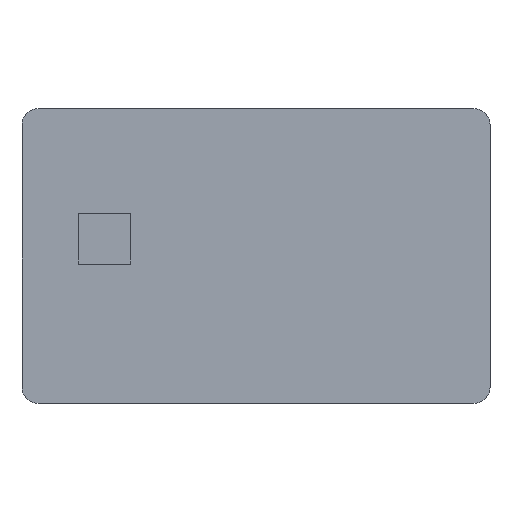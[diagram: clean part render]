
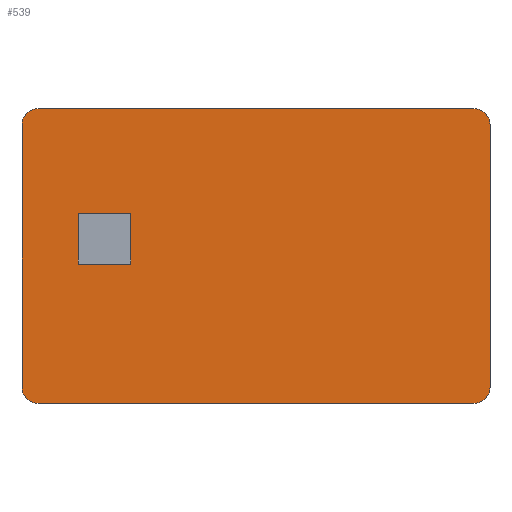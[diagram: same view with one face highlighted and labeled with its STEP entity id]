
A CAD part, top view. The second image highlights one B-rep face of the part: STEP entity #539.
In plain terms, the highlighted planar face has unit normal (0, 0, 1).
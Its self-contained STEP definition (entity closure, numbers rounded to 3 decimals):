
#13=FACE_BOUND('',#79,.T.);
#14=FACE_BOUND('',#80,.T.);
#23=CIRCLE('',#566,3.);
#24=CIRCLE('',#569,3.);
#25=CIRCLE('',#571,3.);
#26=CIRCLE('',#574,3.);
#79=EDGE_LOOP('',(#461,#462,#463,#464));
#80=EDGE_LOOP('',(#465,#466,#467,#468,#469,#470,#471,#472));
#121=LINE('',#807,#185);
#125=LINE('',#815,#189);
#128=LINE('',#821,#192);
#131=LINE('',#826,#195);
#135=LINE('',#837,#199);
#140=LINE('',#851,#204);
#143=LINE('',#858,#207);
#144=LINE('',#860,#208);
#185=VECTOR('',#656,9.23);
#189=VECTOR('',#662,9.62);
#192=VECTOR('',#667,9.23);
#195=VECTOR('',#672,9.62);
#199=VECTOR('',#684,79.6);
#204=VECTOR('',#699,79.6);
#207=VECTOR('',#708,47.98);
#208=VECTOR('',#711,47.98);
#241=VERTEX_POINT('',#805);
#242=VERTEX_POINT('',#806);
#245=VERTEX_POINT('',#814);
#247=VERTEX_POINT('',#820);
#249=VERTEX_POINT('',#830);
#250=VERTEX_POINT('',#831);
#251=VERTEX_POINT('',#836);
#252=VERTEX_POINT('',#840);
#253=VERTEX_POINT('',#844);
#254=VERTEX_POINT('',#846);
#255=VERTEX_POINT('',#850);
#256=VERTEX_POINT('',#854);
#301=EDGE_CURVE('',#241,#242,#121,.T.);
#305=EDGE_CURVE('',#242,#245,#125,.T.);
#308=EDGE_CURVE('',#245,#247,#128,.T.);
#311=EDGE_CURVE('',#247,#241,#131,.T.);
#313=EDGE_CURVE('',#249,#250,#23,.T.);
#316=EDGE_CURVE('',#251,#250,#135,.T.);
#318=EDGE_CURVE('',#251,#252,#24,.T.);
#321=EDGE_CURVE('',#253,#254,#25,.T.);
#323=EDGE_CURVE('',#255,#254,#140,.T.);
#325=EDGE_CURVE('',#255,#256,#26,.T.);
#327=EDGE_CURVE('',#253,#252,#143,.T.);
#328=EDGE_CURVE('',#249,#256,#144,.T.);
#461=ORIENTED_EDGE('',*,*,#301,.T.);
#462=ORIENTED_EDGE('',*,*,#305,.T.);
#463=ORIENTED_EDGE('',*,*,#308,.T.);
#464=ORIENTED_EDGE('',*,*,#311,.T.);
#465=ORIENTED_EDGE('',*,*,#313,.F.);
#466=ORIENTED_EDGE('',*,*,#328,.T.);
#467=ORIENTED_EDGE('',*,*,#325,.F.);
#468=ORIENTED_EDGE('',*,*,#323,.T.);
#469=ORIENTED_EDGE('',*,*,#321,.F.);
#470=ORIENTED_EDGE('',*,*,#327,.T.);
#471=ORIENTED_EDGE('',*,*,#318,.F.);
#472=ORIENTED_EDGE('',*,*,#316,.T.);
#495=PLANE('',#577);
#539=ADVANCED_FACE('',(#13,#14),#495,.T.);
#566=AXIS2_PLACEMENT_3D('',#832,#678,#679);
#569=AXIS2_PLACEMENT_3D('',#841,#688,#689);
#571=AXIS2_PLACEMENT_3D('',#847,#694,#695);
#574=AXIS2_PLACEMENT_3D('',#855,#703,#704);
#577=AXIS2_PLACEMENT_3D('',#861,#712,#713);
#656=DIRECTION('',(0.,1.,0.));
#662=DIRECTION('',(1.,0.,0.));
#667=DIRECTION('',(0.,-1.,0.));
#672=DIRECTION('',(-1.,0.,0.));
#678=DIRECTION('center_axis',(0.,0.,-1.));
#679=DIRECTION('ref_axis',(0.707,-0.707,0.));
#684=DIRECTION('',(1.,0.,0.));
#688=DIRECTION('center_axis',(0.,0.,-1.));
#689=DIRECTION('ref_axis',(-0.707,-0.707,0.));
#694=DIRECTION('center_axis',(0.,0.,-1.));
#695=DIRECTION('ref_axis',(-0.707,0.707,0.));
#699=DIRECTION('',(-1.,0.,0.));
#703=DIRECTION('center_axis',(0.,0.,-1.));
#704=DIRECTION('ref_axis',(0.707,0.707,0.));
#708=DIRECTION('',(0.,-1.,0.));
#711=DIRECTION('',(0.,1.,0.));
#712=DIRECTION('center_axis',(0.,0.,1.));
#713=DIRECTION('ref_axis',(1.,0.,0.));
#805=CARTESIAN_POINT('',(-32.55,-1.47,0.38));
#806=CARTESIAN_POINT('',(-32.55,7.76,0.38));
#807=CARTESIAN_POINT('',(-32.55,3.88,0.38));
#814=CARTESIAN_POINT('',(-22.93,7.76,0.38));
#815=CARTESIAN_POINT('',(-11.465,7.76,0.38));
#820=CARTESIAN_POINT('',(-22.93,-1.47,0.38));
#821=CARTESIAN_POINT('',(-22.93,-0.735,0.38));
#826=CARTESIAN_POINT('',(-16.275,-1.47,0.38));
#830=CARTESIAN_POINT('',(42.8,-23.99,0.38));
#831=CARTESIAN_POINT('',(39.8,-26.99,0.38));
#832=CARTESIAN_POINT('Origin',(39.8,-23.99,0.38));
#836=CARTESIAN_POINT('',(-39.8,-26.99,0.38));
#837=CARTESIAN_POINT('',(42.8,-26.99,0.38));
#840=CARTESIAN_POINT('',(-42.8,-23.99,0.38));
#841=CARTESIAN_POINT('Origin',(-39.8,-23.99,0.38));
#844=CARTESIAN_POINT('',(-42.8,23.99,0.38));
#846=CARTESIAN_POINT('',(-39.8,26.99,0.38));
#847=CARTESIAN_POINT('Origin',(-39.8,23.99,0.38));
#850=CARTESIAN_POINT('',(39.8,26.99,0.38));
#851=CARTESIAN_POINT('',(-42.8,26.99,0.38));
#854=CARTESIAN_POINT('',(42.8,23.99,0.38));
#855=CARTESIAN_POINT('Origin',(39.8,23.99,0.38));
#858=CARTESIAN_POINT('',(-42.8,-26.99,0.38));
#860=CARTESIAN_POINT('',(42.8,26.99,0.38));
#861=CARTESIAN_POINT('Origin',(0.,0.,
0.38));
